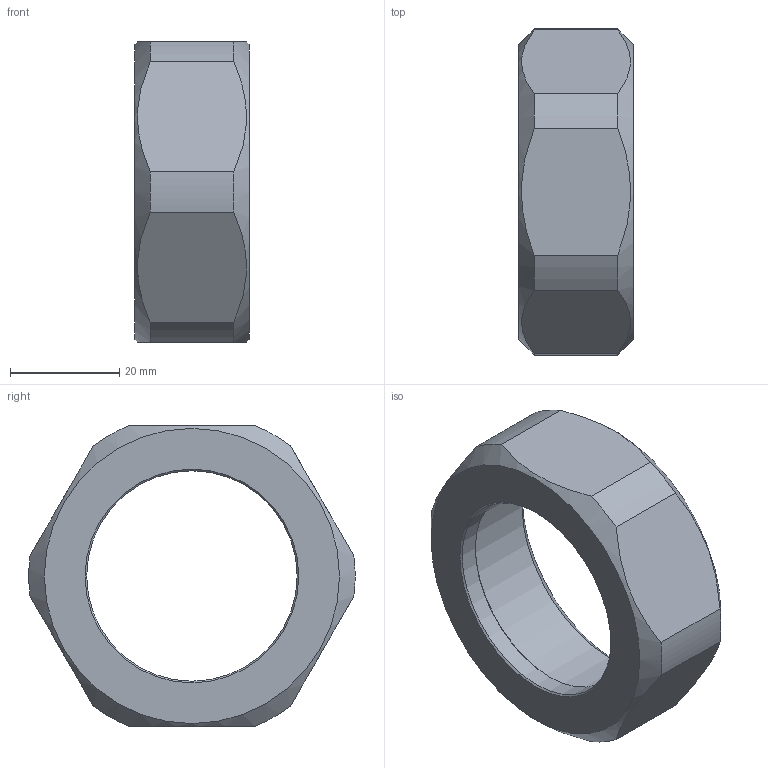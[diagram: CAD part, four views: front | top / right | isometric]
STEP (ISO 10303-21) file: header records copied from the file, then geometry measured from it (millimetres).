
FILE_DESCRIPTION(/* description */ (''),/* implementation_level */ '2;1');
FILE_NAME(/* name */ '3D_R666-M-DN40_17113950.stp',/* time_stamp */ '2021-06-24T08:27:05+02:00',/* author */ ('cad'),/* organization */ (''),/* preprocessor_version */ 'ST-DEVELOPER v18.1',/* originating_system */ 'Autodesk Inventor 2022',/* authorisation */ '');
FILE_SCHEMA (('AUTOMOTIVE_DESIGN { 1 0 10303 214 3 1 1 }'));
Length unit declared in the file: millimetre
Products named in the file (1): 3D_R666-M-DN40_17113950
Bounding box: 21 x 59.67 x 55 mm (x, y, z)
Volume: 21742.2 mm3; surface area: 8942.3 mm2
Topology: 1 solids, 1 shells, 23 faces, 58 edges, 38 vertices
Faces by surface type: plane 9, cylinder 8, cone 5, torus 1
Full cylindrical faces by diameter (mm): 38.5 x1, 44.845 x1
Entity records: 736 total; most frequent: CARTESIAN_POINT 144, DIRECTION 121, ORIENTED_EDGE 116, EDGE_CURVE 58, AXIS2_PLACEMENT_3D 51, VERTEX_POINT 38, CIRCLE 27, EDGE_LOOP 26
